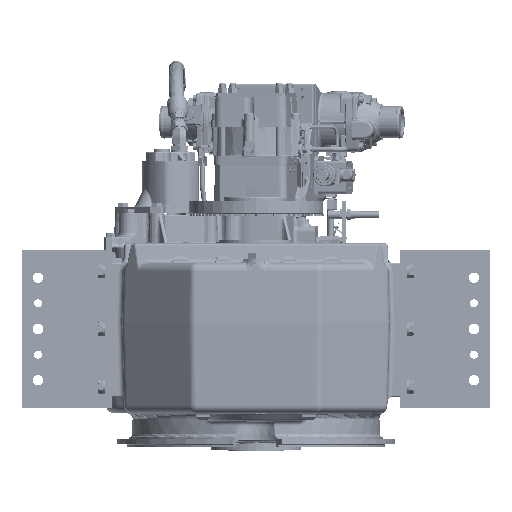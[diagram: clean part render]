
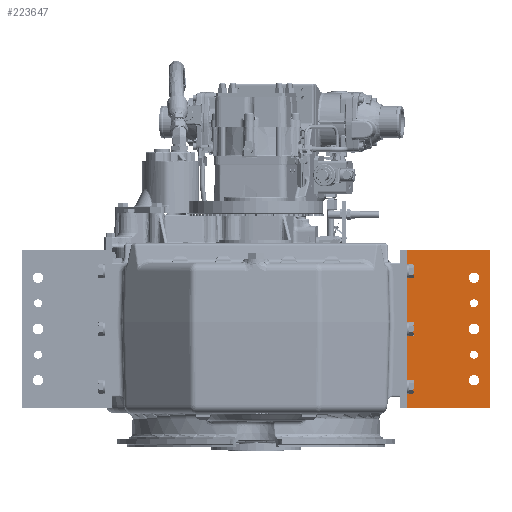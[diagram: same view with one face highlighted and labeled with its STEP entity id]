
A CAD part, front view. The second image highlights one B-rep face of the part: STEP entity #223647.
In plain terms, the highlighted planar face has unit normal (0, -1, 0).
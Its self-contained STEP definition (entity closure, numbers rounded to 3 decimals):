
#2447 = EDGE_LOOP ( 'NONE', ( #222156 ) ) ;
#7525 = FACE_BOUND ( 'NONE', #2447, .T. ) ;
#10055 = VECTOR ( 'NONE', #56641, 1000. ) ;
#11573 = VERTEX_POINT ( 'NONE', #274410 ) ;
#15753 = DIRECTION ( 'NONE',  ( 1., 0., 0. ) ) ;
#34515 = CIRCLE ( 'NONE', #420286, 8. ) ;
#35278 = ORIENTED_EDGE ( 'NONE', *, *, #129654, .T. ) ;
#56641 = DIRECTION ( 'NONE',  ( 0., 0., 1. ) ) ;
#81073 = CARTESIAN_POINT ( 'NONE',  ( 381., -254.022, 72.97 ) ) ;
#91439 = CARTESIAN_POINT ( 'NONE',  ( 439.8, -254.022, 279.345 ) ) ;
#95397 = CIRCLE ( 'NONE', #341046, 10.319 ) ;
#105234 = DIRECTION ( 'NONE',  ( 0., -1., 0. ) ) ;
#110737 = CARTESIAN_POINT ( 'NONE',  ( 439.8, -254.022, 177.745 ) ) ;
#122294 = EDGE_LOOP ( 'NONE', ( #599208 ) ) ;
#129654 = EDGE_CURVE ( 'NONE', #243534, #11573, #263817, .T. ) ;
#139732 = VERTEX_POINT ( 'NONE', #391612 ) ;
#142943 = CARTESIAN_POINT ( 'NONE',  ( 431.8, -254.022, 126.945 ) ) ;
#149289 = FACE_BOUND ( 'NONE', #487252, .T. ) ;
#153131 = EDGE_CURVE ( 'NONE', #535763, #535763, #34515, .T. ) ;
#156842 = LINE ( 'NONE', #571783, #395476 ) ;
#175721 = EDGE_CURVE ( 'NONE', #364765, #364765, #608408, .T. ) ;
#187787 = VECTOR ( 'NONE', #430065, 1000. ) ;
#190301 = DIRECTION ( 'NONE',  ( 0., 0., -1. ) ) ;
#191058 = DIRECTION ( 'NONE',  ( 1., 0., 0. ) ) ;
#198418 = CARTESIAN_POINT ( 'NONE',  ( 463.55, -254.022, 228.545 ) ) ;
#217716 = ORIENTED_EDGE ( 'NONE', *, *, #427727, .T. ) ;
#222156 = ORIENTED_EDGE ( 'NONE', *, *, #261717, .T. ) ;
#222247 = DIRECTION ( 'NONE',  ( 0., -1., 0. ) ) ;
#223647 = ADVANCED_FACE ( 'NONE', ( #149289, #387928, #7525, #499824, #372993, #246364 ), #315851, .T. ) ;
#226577 = EDGE_CURVE ( 'NONE', #139732, #139732, #600122, .T. ) ;
#229639 = AXIS2_PLACEMENT_3D ( 'NONE', #390712, #105234, #438704 ) ;
#232640 = DIRECTION ( 'NONE',  ( 0., -1., 0. ) ) ;
#234576 = EDGE_CURVE ( 'NONE', #256341, #243534, #451138, .T. ) ;
#243534 = VERTEX_POINT ( 'NONE', #551273 ) ;
#246364 = FACE_OUTER_BOUND ( 'NONE', #436028, .T. ) ;
#256341 = VERTEX_POINT ( 'NONE', #448773 ) ;
#261717 = EDGE_CURVE ( 'NONE', #347269, #347269, #95397, .T. ) ;
#262027 = CARTESIAN_POINT ( 'NONE',  ( 431.8, -254.022, 330.145 ) ) ;
#263817 = LINE ( 'NONE', #198418, #10055 ) ;
#266243 = CARTESIAN_POINT ( 'NONE',  ( 298.45, -254.022, 384.12 ) ) ;
#272890 = DIRECTION ( 'NONE',  ( 1., 0., 0. ) ) ;
#274410 = CARTESIAN_POINT ( 'NONE',  ( 463.55, -254.022, 384.12 ) ) ;
#301343 = DIRECTION ( 'NONE',  ( 0., 1., 0. ) ) ;
#309960 = DIRECTION ( 'NONE',  ( 1., 0., 0. ) ) ;
#315851 = PLANE ( 'NONE',  #427543 ) ;
#319048 = CARTESIAN_POINT ( 'NONE',  ( 442.119, -254.022, 330.145 ) ) ;
#324280 = VECTOR ( 'NONE', #272890, 1000. ) ;
#326679 = ORIENTED_EDGE ( 'NONE', *, *, #554005, .T. ) ;
#332837 = VERTEX_POINT ( 'NONE', #266243 ) ;
#341046 = AXIS2_PLACEMENT_3D ( 'NONE', #142943, #476468, #191058 ) ;
#343576 = AXIS2_PLACEMENT_3D ( 'NONE', #262027, #595676, #309960 ) ;
#347269 = VERTEX_POINT ( 'NONE', #597934 ) ;
#364765 = VERTEX_POINT ( 'NONE', #319048 ) ;
#369153 = AXIS2_PLACEMENT_3D ( 'NONE', #587123, #301343, #15753 ) ;
#372993 = FACE_BOUND ( 'NONE', #516694, .T. ) ;
#387928 = FACE_BOUND ( 'NONE', #122294, .T. ) ;
#390712 = CARTESIAN_POINT ( 'NONE',  ( 431.8, -254.022, 279.345 ) ) ;
#391612 = CARTESIAN_POINT ( 'NONE',  ( 442.119, -254.022, 228.545 ) ) ;
#395476 = VECTOR ( 'NONE', #190301, 1000. ) ;
#419686 = EDGE_LOOP ( 'NONE', ( #448108 ) ) ;
#420286 = AXIS2_PLACEMENT_3D ( 'NONE', #518072, #232640, #566062 ) ;
#427543 = AXIS2_PLACEMENT_3D ( 'NONE', #507545, #222247, #555606 ) ;
#427727 = EDGE_CURVE ( 'NONE', #11573, #332837, #613022, .T. ) ;
#430065 = DIRECTION ( 'NONE',  ( -1., 0., 0. ) ) ;
#436028 = EDGE_LOOP ( 'NONE', ( #217716, #326679, #587078, #35278 ) ) ;
#438704 = DIRECTION ( 'NONE',  ( 1., 0., 0. ) ) ;
#439026 = ORIENTED_EDGE ( 'NONE', *, *, #153131, .F. ) ;
#448108 = ORIENTED_EDGE ( 'NONE', *, *, #175721, .T. ) ;
#448773 = CARTESIAN_POINT ( 'NONE',  ( 298.45, -254.022, 72.97 ) ) ;
#451138 = LINE ( 'NONE', #81073, #324280 ) ;
#475913 = CARTESIAN_POINT ( 'NONE',  ( 381., -254.022, 384.12 ) ) ;
#476468 = DIRECTION ( 'NONE',  ( 0., 1., 0. ) ) ;
#483921 = CIRCLE ( 'NONE', #229639, 8. ) ;
#487252 = EDGE_LOOP ( 'NONE', ( #439026 ) ) ;
#499824 = FACE_BOUND ( 'NONE', #419686, .T. ) ;
#507545 = CARTESIAN_POINT ( 'NONE',  ( 298.45, -254.022, 72.97 ) ) ;
#515132 = ORIENTED_EDGE ( 'NONE', *, *, #226577, .T. ) ;
#516694 = EDGE_LOOP ( 'NONE', ( #515132 ) ) ;
#518072 = CARTESIAN_POINT ( 'NONE',  ( 431.8, -254.022, 177.745 ) ) ;
#529343 = VERTEX_POINT ( 'NONE', #91439 ) ;
#535763 = VERTEX_POINT ( 'NONE', #110737 ) ;
#537495 = EDGE_CURVE ( 'NONE', #529343, #529343, #483921, .T. ) ;
#551273 = CARTESIAN_POINT ( 'NONE',  ( 463.55, -254.022, 72.97 ) ) ;
#554005 = EDGE_CURVE ( 'NONE', #332837, #256341, #156842, .T. ) ;
#555606 = DIRECTION ( 'NONE',  ( 1., 0., 0. ) ) ;
#566062 = DIRECTION ( 'NONE',  ( 1., 0., 0. ) ) ;
#571783 = CARTESIAN_POINT ( 'NONE',  ( 298.45, -254.022, 228.545 ) ) ;
#587078 = ORIENTED_EDGE ( 'NONE', *, *, #234576, .T. ) ;
#587123 = CARTESIAN_POINT ( 'NONE',  ( 431.8, -254.022, 228.545 ) ) ;
#595676 = DIRECTION ( 'NONE',  ( 0., 1., 0. ) ) ;
#597934 = CARTESIAN_POINT ( 'NONE',  ( 442.119, -254.022, 126.945 ) ) ;
#599208 = ORIENTED_EDGE ( 'NONE', *, *, #537495, .F. ) ;
#600122 = CIRCLE ( 'NONE', #369153, 10.319 ) ;
#608408 = CIRCLE ( 'NONE', #343576, 10.319 ) ;
#613022 = LINE ( 'NONE', #475913, #187787 ) ;
